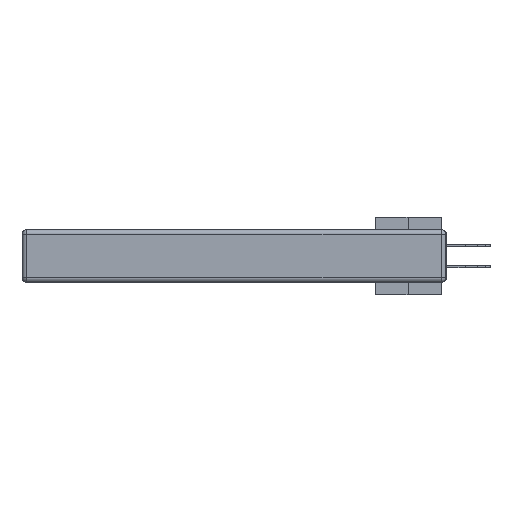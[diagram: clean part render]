
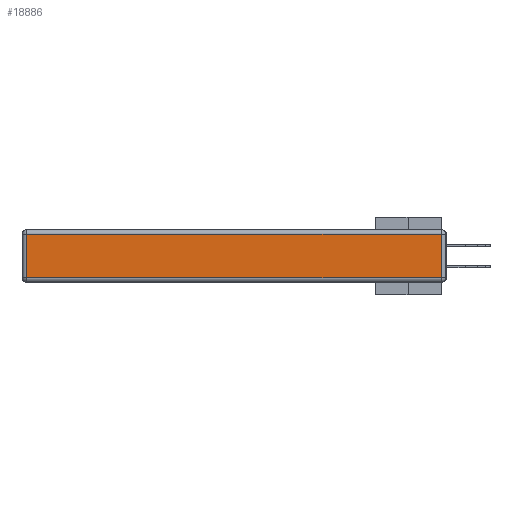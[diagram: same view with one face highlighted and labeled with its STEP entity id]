
A CAD part, left-side view. The second image highlights one B-rep face of the part: STEP entity #18886.
In plain terms, the highlighted planar face has unit normal (-1, 0, 0).
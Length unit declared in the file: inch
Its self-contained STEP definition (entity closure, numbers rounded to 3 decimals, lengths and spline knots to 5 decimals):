
#1669 = VERTEX_POINT ( 'NONE', #6219 ) ;
#6219 = CARTESIAN_POINT ( 'NONE',  ( 0., 0.03, -0.313 ) ) ;
#6711 = VECTOR ( 'NONE', #9827, 39.37008 ) ;
#6816 = CARTESIAN_POINT ( 'NONE',  ( 0., 2.72, -0.343 ) ) ;
#8001 = EDGE_CURVE ( 'NONE', #22606, #18641, #16719, .T. ) ;
#9827 = DIRECTION ( 'NONE',  ( 0., 0., -1. ) ) ;
#10783 = FACE_OUTER_BOUND ( 'NONE', #17583, .T. ) ;
#11073 = CARTESIAN_POINT ( 'NONE',  ( 0., 2.72, -0.03 ) ) ;
#11570 = AXIS2_PLACEMENT_3D ( 'NONE', #15077, #35641, #29861 ) ;
#11691 = CARTESIAN_POINT ( 'NONE',  ( 0., 0.03, -0.343 ) ) ;
#12397 = ORIENTED_EDGE ( 'NONE', *, *, #8001, .T. ) ;
#13612 = EDGE_CURVE ( 'NONE', #1669, #22606, #13949, .T. ) ;
#13949 = LINE ( 'NONE', #11691, #30751 ) ;
#14623 = LINE ( 'NONE', #6816, #6711 ) ;
#14684 = DIRECTION ( 'NONE',  ( 0., 0., 1. ) ) ;
#15077 = CARTESIAN_POINT ( 'NONE',  ( 0., 0., -0.343 ) ) ;
#15130 = LINE ( 'NONE', #22775, #22572 ) ;
#16719 = LINE ( 'NONE', #18935, #37199 ) ;
#17506 = EDGE_CURVE ( 'NONE', #18641, #33291, #14623, .T. ) ;
#17583 = EDGE_LOOP ( 'NONE', ( #36568, #17698, #12397, #20416 ) ) ;
#17695 = PLANE ( 'NONE',  #11570 ) ;
#17698 = ORIENTED_EDGE ( 'NONE', *, *, #13612, .T. ) ;
#18641 = VERTEX_POINT ( 'NONE', #11073 ) ;
#18886 = ADVANCED_FACE ( 'NONE', ( #10783 ), #17695, .T. ) ;
#18935 = CARTESIAN_POINT ( 'NONE',  ( 0., 2.75, -0.03 ) ) ;
#20142 = EDGE_CURVE ( 'NONE', #33291, #1669, #15130, .T. ) ;
#20416 = ORIENTED_EDGE ( 'NONE', *, *, #17506, .T. ) ;
#22572 = VECTOR ( 'NONE', #31117, 39.37008 ) ;
#22606 = VERTEX_POINT ( 'NONE', #32604 ) ;
#22775 = CARTESIAN_POINT ( 'NONE',  ( 0., 0., -0.313 ) ) ;
#29861 = DIRECTION ( 'NONE',  ( 0., 0., 1. ) ) ;
#30629 = DIRECTION ( 'NONE',  ( 0., 1., 0. ) ) ;
#30751 = VECTOR ( 'NONE', #14684, 39.37008 ) ;
#31117 = DIRECTION ( 'NONE',  ( 0., -1., 0. ) ) ;
#31669 = CARTESIAN_POINT ( 'NONE',  ( 0., 2.72, -0.313 ) ) ;
#32604 = CARTESIAN_POINT ( 'NONE',  ( 0., 0.03, -0.03 ) ) ;
#33291 = VERTEX_POINT ( 'NONE', #31669 ) ;
#35641 = DIRECTION ( 'NONE',  ( -1., 0., 0. ) ) ;
#36568 = ORIENTED_EDGE ( 'NONE', *, *, #20142, .T. ) ;
#37199 = VECTOR ( 'NONE', #30629, 39.37008 ) ;
